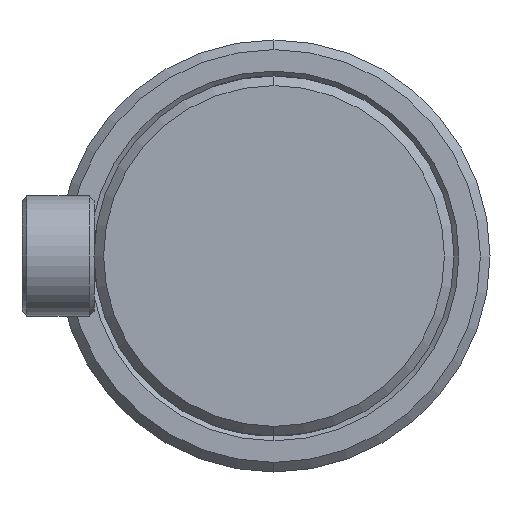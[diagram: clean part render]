
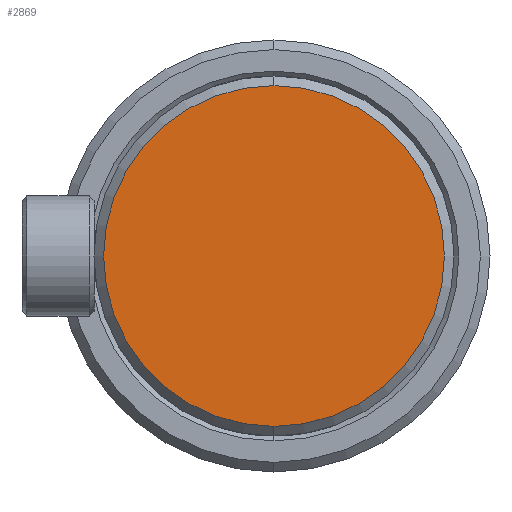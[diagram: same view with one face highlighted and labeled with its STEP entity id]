
A CAD part, left-side view. The second image highlights one B-rep face of the part: STEP entity #2869.
In plain terms, the highlighted planar face has unit normal (-1, 0, 0).
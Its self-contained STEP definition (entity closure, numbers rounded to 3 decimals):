
#20 = AXIS2_PLACEMENT_3D ( 'NONE', #2508, #2408, #2623 ) ;
#54 = CARTESIAN_POINT ( 'NONE',  ( -53., 37.5, 0. ) ) ;
#195 = ORIENTED_EDGE ( 'NONE', *, *, #1241, .T. ) ;
#470 = DIRECTION ( 'NONE',  ( 0., 0., -1. ) ) ;
#561 = CIRCLE ( 'NONE', #20, 35.5 ) ;
#631 = AXIS2_PLACEMENT_3D ( 'NONE', #54, #1953, #470 ) ;
#736 = ORIENTED_EDGE ( 'NONE', *, *, #2341, .T. ) ;
#743 = EDGE_LOOP ( 'NONE', ( #736, #195 ) ) ;
#930 = VERTEX_POINT ( 'NONE', #2327 ) ;
#1241 = EDGE_CURVE ( 'NONE', #2865, #930, #2982, .T. ) ;
#1405 = PLANE ( 'NONE',  #631 ) ;
#1953 = DIRECTION ( 'NONE',  ( 1., 0., 0. ) ) ;
#2327 = CARTESIAN_POINT ( 'NONE',  ( -53., 0., -35.5 ) ) ;
#2341 = EDGE_CURVE ( 'NONE', #930, #2865, #561, .T. ) ;
#2408 = DIRECTION ( 'NONE',  ( -1., 0., 0. ) ) ;
#2508 = CARTESIAN_POINT ( 'NONE',  ( -53., 0., 0. ) ) ;
#2623 = DIRECTION ( 'NONE',  ( 0., 0., -1. ) ) ;
#2709 = CARTESIAN_POINT ( 'NONE',  ( -53., 0., 0. ) ) ;
#2833 = DIRECTION ( 'NONE',  ( 0., 0., -1. ) ) ;
#2865 = VERTEX_POINT ( 'NONE', #2998 ) ;
#2869 = ADVANCED_FACE ( 'NONE', ( #2994 ), #1405, .F. ) ;
#2982 = CIRCLE ( 'NONE', #3029, 35.5 ) ;
#2994 = FACE_OUTER_BOUND ( 'NONE', #743, .T. ) ;
#2998 = CARTESIAN_POINT ( 'NONE',  ( -53., 0., 35.5 ) ) ;
#3029 = AXIS2_PLACEMENT_3D ( 'NONE', #2709, #3196, #2833 ) ;
#3196 = DIRECTION ( 'NONE',  ( -1., 0., 0. ) ) ;
